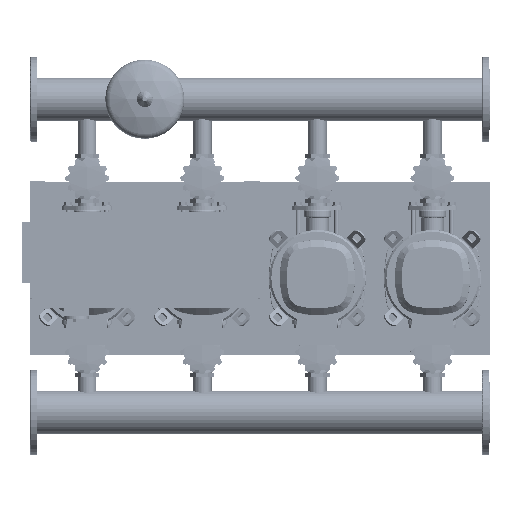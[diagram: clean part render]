
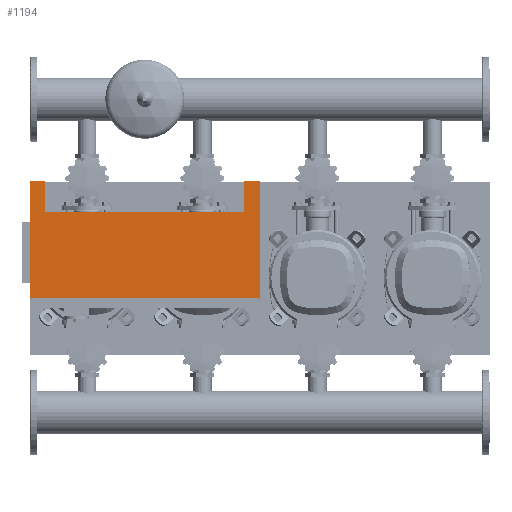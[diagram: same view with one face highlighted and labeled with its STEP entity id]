
A CAD part, top view. The second image highlights one B-rep face of the part: STEP entity #1194.
In plain terms, the highlighted planar face has unit normal (0, 0, 1).
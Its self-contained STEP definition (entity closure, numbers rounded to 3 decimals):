
#1123=CARTESIAN_POINT('',(0.,145.0,1885.0));
#1124=DIRECTION('',(0.0,0.0,1.0));
#1125=DIRECTION('',(0.0,-1.0,0.0));
#1126=AXIS2_PLACEMENT_3D('',#1123,#1124,#1125);
#1127=PLANE('',#1126);
#1128=CARTESIAN_POINT('',(0.,-80.0,1885.0));
#1129=VERTEX_POINT('',#1128);
#1130=CARTESIAN_POINT('',(600.0,-80.0,1885.0));
#1131=VERTEX_POINT('',#1130);
#1132=CARTESIAN_POINT('',(0.,-80.0,1885.0));
#1133=DIRECTION('',(1.0,0.0,0.0));
#1134=VECTOR('',#1133,600.0);
#1135=LINE('',#1132,#1134);
#1136=EDGE_CURVE('',#1129,#1131,#1135,.T.);
#1137=ORIENTED_EDGE('',*,*,#1136,.T.);
#1138=CARTESIAN_POINT('',(600.0,225.0,1885.0));
#1139=VERTEX_POINT('',#1138);
#1140=CARTESIAN_POINT('',(600.0,225.0,1885.0));
#1141=DIRECTION('',(0.0,-1.0,0.0));
#1142=VECTOR('',#1141,305.0);
#1143=LINE('',#1140,#1142);
#1144=EDGE_CURVE('',#1139,#1131,#1143,.T.);
#1145=ORIENTED_EDGE('',*,*,#1144,.F.);
#1146=CARTESIAN_POINT('',(560.0,225.0,1885.0));
#1147=VERTEX_POINT('',#1146);
#1148=CARTESIAN_POINT('',(560.0,225.0,1885.0));
#1149=DIRECTION('',(1.0,0.0,0.0));
#1150=VECTOR('',#1149,40.0);
#1151=LINE('',#1148,#1150);
#1152=EDGE_CURVE('',#1147,#1139,#1151,.T.);
#1153=ORIENTED_EDGE('',*,*,#1152,.F.);
#1154=CARTESIAN_POINT('',(560.0,145.0,1885.0));
#1155=VERTEX_POINT('',#1154);
#1156=CARTESIAN_POINT('',(560.0,225.0,1885.0));
#1157=DIRECTION('',(0.0,-1.0,0.0));
#1158=VECTOR('',#1157,80.0);
#1159=LINE('',#1156,#1158);
#1160=EDGE_CURVE('',#1147,#1155,#1159,.T.);
#1161=ORIENTED_EDGE('',*,*,#1160,.T.);
#1162=CARTESIAN_POINT('',(40.,145.0,1885.0));
#1163=VERTEX_POINT('',#1162);
#1164=CARTESIAN_POINT('',(560.0,145.0,1885.0));
#1165=DIRECTION('',(-1.0,0.0,0.0));
#1166=VECTOR('',#1165,520.0);
#1167=LINE('',#1164,#1166);
#1168=EDGE_CURVE('',#1155,#1163,#1167,.T.);
#1169=ORIENTED_EDGE('',*,*,#1168,.T.);
#1170=CARTESIAN_POINT('',(40.,225.0,1885.0));
#1171=VERTEX_POINT('',#1170);
#1172=CARTESIAN_POINT('',(40.,225.0,1885.0));
#1173=DIRECTION('',(0.0,-1.0,0.0));
#1174=VECTOR('',#1173,80.0);
#1175=LINE('',#1172,#1174);
#1176=EDGE_CURVE('',#1171,#1163,#1175,.T.);
#1177=ORIENTED_EDGE('',*,*,#1176,.F.);
#1178=CARTESIAN_POINT('',(0.,225.0,1885.0));
#1179=VERTEX_POINT('',#1178);
#1180=CARTESIAN_POINT('',(40.,225.0,1885.0));
#1181=DIRECTION('',(-1.0,0.0,0.0));
#1182=VECTOR('',#1181,40.0);
#1183=LINE('',#1180,#1182);
#1184=EDGE_CURVE('',#1171,#1179,#1183,.T.);
#1185=ORIENTED_EDGE('',*,*,#1184,.T.);
#1186=CARTESIAN_POINT('',(0.,225.0,1885.0));
#1187=DIRECTION('',(0.0,-1.0,0.0));
#1188=VECTOR('',#1187,305.0);
#1189=LINE('',#1186,#1188);
#1190=EDGE_CURVE('',#1179,#1129,#1189,.T.);
#1191=ORIENTED_EDGE('',*,*,#1190,.T.);
#1192=EDGE_LOOP('',(#1137,#1145,#1153,#1161,#1169,#1177,#1185,#1191));
#1193=FACE_OUTER_BOUND('',#1192,.T.);
#1194=ADVANCED_FACE('',(#1193),#1127,.T.);
